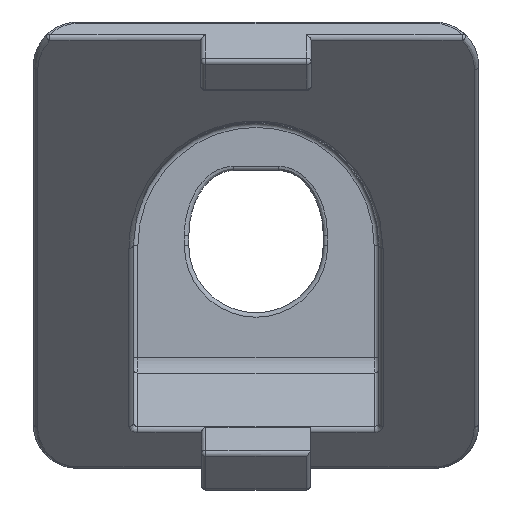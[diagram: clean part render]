
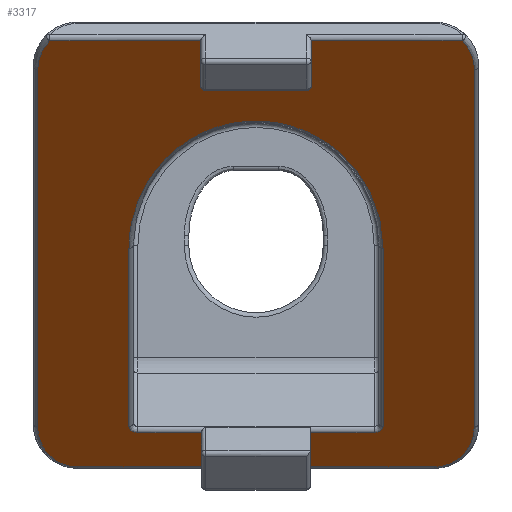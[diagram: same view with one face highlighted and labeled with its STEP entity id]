
A CAD part, top view. The second image highlights one B-rep face of the part: STEP entity #3317.
In plain terms, the highlighted planar face has unit normal (0, -0.707, 0.707).
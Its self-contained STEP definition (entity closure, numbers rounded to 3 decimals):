
#52=PLANE('',#3640);
#102=ELLIPSE('',#3565,8.065,5.703);
#103=ELLIPSE('',#3569,0.4,0.4);
#106=ELLIPSE('',#3573,0.4,0.4);
#111=ELLIPSE('',#3631,2.546,1.8);
#113=ELLIPSE('',#3636,2.546,1.8);
#114=ELLIPSE('',#3641,2.546,1.8);
#115=ELLIPSE('',#3642,2.546,1.8);
#217=LINE('',#6043,#433);
#219=LINE('',#6104,#435);
#230=LINE('',#6233,#446);
#232=LINE('',#6257,#448);
#248=LINE('',#6310,#464);
#249=LINE('',#6316,#465);
#251=LINE('',#6353,#467);
#252=LINE('',#6389,#468);
#253=LINE('',#6393,#469);
#254=LINE('',#6397,#470);
#255=LINE('',#6399,#471);
#256=LINE('',#6403,#472);
#257=LINE('',#6407,#473);
#258=LINE('',#6408,#474);
#259=LINE('',#6409,#475);
#433=VECTOR('',#4185,11.287);
#435=VECTOR('',#4197,11.287);
#446=VECTOR('',#4272,2.851);
#448=VECTOR('',#4276,2.851);
#464=VECTOR('',#4340,2.172);
#465=VECTOR('',#4347,5.548);
#467=VECTOR('',#4361,22.627);
#468=VECTOR('',#4376,5.548);
#469=VECTOR('',#4379,22.627);
#470=VECTOR('',#4382,6.775);
#471=VECTOR('',#4383,1.577);
#472=VECTOR('',#4386,4.554);
#473=VECTOR('',#4389,1.577);
#474=VECTOR('',#4390,6.775);
#475=VECTOR('',#4391,2.169);
#807=FACE_OUTER_BOUND('',#1031,.T.);
#1031=EDGE_LOOP('',(#2597,#2598,#2599,#2600,#2601,#2602,#2603,#2604,#2605,
#2606,#2607,#2608,#2609,#2610,#2611,#2612,#2613,#2614,#2615,#2616,#2617,
#2618,#2619,#2620,#2621));
#1235=CIRCLE('',#3606,0.2);
#1250=CIRCLE('',#3643,0.2);
#1251=CIRCLE('',#3644,0.2);
#1497=VERTEX_POINT('',#6036);
#1500=VERTEX_POINT('',#6041);
#1501=VERTEX_POINT('',#6094);
#1503=VERTEX_POINT('',#6100);
#1506=VERTEX_POINT('',#6131);
#1507=VERTEX_POINT('',#6160);
#1519=VERTEX_POINT('',#6232);
#1522=VERTEX_POINT('',#6255);
#1526=VERTEX_POINT('',#6266);
#1535=VERTEX_POINT('',#6308);
#1536=VERTEX_POINT('',#6313);
#1537=VERTEX_POINT('',#6315);
#1538=VERTEX_POINT('',#6343);
#1540=VERTEX_POINT('',#6349);
#1542=VERTEX_POINT('',#6378);
#1545=VERTEX_POINT('',#6388);
#1546=VERTEX_POINT('',#6390);
#1547=VERTEX_POINT('',#6392);
#1548=VERTEX_POINT('',#6394);
#1549=VERTEX_POINT('',#6396);
#1550=VERTEX_POINT('',#6398);
#1551=VERTEX_POINT('',#6400);
#1552=VERTEX_POINT('',#6402);
#1553=VERTEX_POINT('',#6404);
#1554=VERTEX_POINT('',#6406);
#1845=EDGE_CURVE('',#1500,#1497,#217,.T.);
#1848=EDGE_CURVE('',#1497,#1501,#102,.T.);
#1851=EDGE_CURVE('',#1501,#1503,#219,.T.);
#1853=EDGE_CURVE('',#1506,#1500,#103,.T.);
#1857=EDGE_CURVE('',#1503,#1507,#106,.T.);
#1883=EDGE_CURVE('',#1507,#1519,#230,.T.);
#1887=EDGE_CURVE('',#1522,#1506,#232,.T.);
#1891=EDGE_CURVE('',#1526,#1519,#1235,.T.);
#1915=EDGE_CURVE('',#1522,#1535,#248,.T.);
#1917=EDGE_CURVE('',#1536,#1537,#249,.T.);
#1921=EDGE_CURVE('',#1537,#1538,#111,.T.);
#1924=EDGE_CURVE('',#1538,#1540,#251,.T.);
#1927=EDGE_CURVE('',#1540,#1542,#113,.T.);
#1930=EDGE_CURVE('',#1545,#1535,#252,.T.);
#1931=EDGE_CURVE('',#1546,#1545,#114,.T.);
#1932=EDGE_CURVE('',#1547,#1546,#253,.T.);
#1933=EDGE_CURVE('',#1548,#1547,#115,.T.);
#1934=EDGE_CURVE('',#1549,#1548,#254,.T.);
#1935=EDGE_CURVE('',#1549,#1550,#255,.T.);
#1936=EDGE_CURVE('',#1551,#1550,#1250,.F.);
#1937=EDGE_CURVE('',#1551,#1552,#256,.T.);
#1938=EDGE_CURVE('',#1553,#1552,#1251,.F.);
#1939=EDGE_CURVE('',#1553,#1554,#257,.T.);
#1940=EDGE_CURVE('',#1542,#1554,#258,.T.);
#1941=EDGE_CURVE('',#1536,#1526,#259,.T.);
#2597=ORIENTED_EDGE('',*,*,#1853,.F.);
#2598=ORIENTED_EDGE('',*,*,#1887,.F.);
#2599=ORIENTED_EDGE('',*,*,#1915,.T.);
#2600=ORIENTED_EDGE('',*,*,#1930,.F.);
#2601=ORIENTED_EDGE('',*,*,#1931,.F.);
#2602=ORIENTED_EDGE('',*,*,#1932,.F.);
#2603=ORIENTED_EDGE('',*,*,#1933,.F.);
#2604=ORIENTED_EDGE('',*,*,#1934,.F.);
#2605=ORIENTED_EDGE('',*,*,#1935,.T.);
#2606=ORIENTED_EDGE('',*,*,#1936,.F.);
#2607=ORIENTED_EDGE('',*,*,#1937,.T.);
#2608=ORIENTED_EDGE('',*,*,#1938,.F.);
#2609=ORIENTED_EDGE('',*,*,#1939,.T.);
#2610=ORIENTED_EDGE('',*,*,#1940,.F.);
#2611=ORIENTED_EDGE('',*,*,#1927,.F.);
#2612=ORIENTED_EDGE('',*,*,#1924,.F.);
#2613=ORIENTED_EDGE('',*,*,#1921,.F.);
#2614=ORIENTED_EDGE('',*,*,#1917,.F.);
#2615=ORIENTED_EDGE('',*,*,#1941,.T.);
#2616=ORIENTED_EDGE('',*,*,#1891,.T.);
#2617=ORIENTED_EDGE('',*,*,#1883,.F.);
#2618=ORIENTED_EDGE('',*,*,#1857,.F.);
#2619=ORIENTED_EDGE('',*,*,#1851,.F.);
#2620=ORIENTED_EDGE('',*,*,#1848,.F.);
#2621=ORIENTED_EDGE('',*,*,#1845,.F.);
#3317=ADVANCED_FACE('',(#807),#52,.T.);
#3565=AXIS2_PLACEMENT_3D('',#6098,#4190,#4191);
#3569=AXIS2_PLACEMENT_3D('',#6133,#4200,#4201);
#3573=AXIS2_PLACEMENT_3D('',#6164,#4208,#4209);
#3606=AXIS2_PLACEMENT_3D('',#6267,#4287,#4288);
#3631=AXIS2_PLACEMENT_3D('',#6347,#4354,#4355);
#3636=AXIS2_PLACEMENT_3D('',#6382,#4366,#4367);
#3640=AXIS2_PLACEMENT_3D('',#6387,#4374,#4375);
#3641=AXIS2_PLACEMENT_3D('',#6391,#4377,#4378);
#3642=AXIS2_PLACEMENT_3D('',#6395,#4380,#4381);
#3643=AXIS2_PLACEMENT_3D('',#6401,#4384,#4385);
#3644=AXIS2_PLACEMENT_3D('',#6405,#4387,#4388);
#4185=DIRECTION('',(0.,0.707,0.707));
#4190=DIRECTION('center_axis',(0.,-0.707,0.707));
#4191=DIRECTION('ref_axis',(0.,0.707,0.707));
#4197=DIRECTION('',(0.,-0.707,-0.707));
#4200=DIRECTION('center_axis',(0.,-0.707,0.707));
#4201=DIRECTION('ref_axis',(0.,0.707,0.707));
#4208=DIRECTION('center_axis',(0.,-0.707,0.707));
#4209=DIRECTION('ref_axis',(0.,0.707,0.707));
#4272=DIRECTION('',(1.,0.,0.));
#4276=DIRECTION('',(1.,0.,0.));
#4287=DIRECTION('center_axis',(0.,0.707,-0.707));
#4288=DIRECTION('ref_axis',(-0.707,0.5,0.5));
#4340=DIRECTION('',(0.,-0.707,-0.707));
#4347=DIRECTION('',(-1.,0.,0.));
#4354=DIRECTION('center_axis',(0.,0.707,-0.707));
#4355=DIRECTION('ref_axis',(0.,-0.707,-0.707));
#4361=DIRECTION('',(0.,0.707,0.707));
#4366=DIRECTION('center_axis',(0.,0.707,-0.707));
#4367=DIRECTION('ref_axis',(0.,0.707,0.707));
#4374=DIRECTION('center_axis',(0.,-0.707,0.707));
#4375=DIRECTION('ref_axis',(0.,0.707,0.707));
#4376=DIRECTION('',(-1.,0.,0.));
#4377=DIRECTION('center_axis',(0.,0.707,-0.707));
#4378=DIRECTION('ref_axis',(0.,-0.707,-0.707));
#4379=DIRECTION('',(0.,-0.707,-0.707));
#4380=DIRECTION('center_axis',(0.,0.707,-0.707));
#4381=DIRECTION('ref_axis',(0.,0.707,0.707));
#4382=DIRECTION('',(1.,0.,0.));
#4383=DIRECTION('',(0.,-0.707,-0.707));
#4384=DIRECTION('center_axis',(0.,0.707,-0.707));
#4385=DIRECTION('ref_axis',(0.707,-0.5,-0.5));
#4386=DIRECTION('',(-1.,0.,0.));
#4387=DIRECTION('center_axis',(0.,0.707,-0.707));
#4388=DIRECTION('ref_axis',(-0.707,-0.5,-0.5));
#4389=DIRECTION('',(0.,0.707,0.707));
#4390=DIRECTION('',(1.,0.,0.));
#4391=DIRECTION('',(0.,0.707,0.707));
#6036=CARTESIAN_POINT('',(5.703,-0.141,14.859));
#6041=CARTESIAN_POINT('',(5.703,-8.122,6.878));
#6043=CARTESIAN_POINT('',(5.703,-5.,10.));
#6094=CARTESIAN_POINT('',(-5.703,-0.141,14.859));
#6098=CARTESIAN_POINT('Origin',(0.,-0.141,14.859));
#6100=CARTESIAN_POINT('',(-5.703,-8.122,6.878));
#6104=CARTESIAN_POINT('',(-5.703,-9.133,5.867));
#6131=CARTESIAN_POINT('',(5.303,-8.405,6.595));
#6133=CARTESIAN_POINT('Origin',(5.303,-8.122,6.878));
#6160=CARTESIAN_POINT('',(-5.303,-8.405,6.595));
#6164=CARTESIAN_POINT('Origin',(-5.303,-8.122,6.878));
#6232=CARTESIAN_POINT('',(-2.452,-8.405,6.595));
#6233=CARTESIAN_POINT('',(7.752,-8.405,6.595));
#6255=CARTESIAN_POINT('',(2.452,-8.405,6.595));
#6257=CARTESIAN_POINT('',(7.752,-8.405,6.595));
#6266=CARTESIAN_POINT('',(-2.452,-8.408,6.592));
#6267=CARTESIAN_POINT('Origin',(-2.252,-8.408,6.592));
#6308=CARTESIAN_POINT('',(2.452,-9.941,5.059));
#6310=CARTESIAN_POINT('',(2.452,-10.,5.));
#6313=CARTESIAN_POINT('',(-2.452,-9.941,5.059));
#6315=CARTESIAN_POINT('',(-8.,-9.941,5.059));
#6316=CARTESIAN_POINT('',(0.,-9.941,5.059));
#6343=CARTESIAN_POINT('',(-9.8,-8.141,6.859));
#6347=CARTESIAN_POINT('Origin',(-8.,-8.141,6.859));
#6349=CARTESIAN_POINT('',(-9.8,7.859,22.859));
#6353=CARTESIAN_POINT('',(-9.8,-6.25,8.75));
#6378=CARTESIAN_POINT('',(-9.252,9.151,24.151));
#6382=CARTESIAN_POINT('Origin',(-8.,7.859,22.859));
#6387=CARTESIAN_POINT('Origin',(10.,-10.,5.));
#6388=CARTESIAN_POINT('',(8.,-9.941,5.059));
#6389=CARTESIAN_POINT('',(0.,-9.941,5.059));
#6390=CARTESIAN_POINT('',(9.8,-8.141,6.859));
#6391=CARTESIAN_POINT('Origin',(8.,-8.141,6.859));
#6392=CARTESIAN_POINT('',(9.8,7.859,22.859));
#6393=CARTESIAN_POINT('',(9.8,-11.25,3.75));
#6394=CARTESIAN_POINT('',(9.252,9.151,24.151));
#6395=CARTESIAN_POINT('Origin',(8.,7.859,22.859));
#6396=CARTESIAN_POINT('',(2.477,9.151,24.151));
#6397=CARTESIAN_POINT('',(10.,9.151,24.151));
#6398=CARTESIAN_POINT('',(2.477,8.036,23.036));
#6399=CARTESIAN_POINT('',(2.477,-1.053,13.947));
#6400=CARTESIAN_POINT('',(2.277,7.895,22.895));
#6401=CARTESIAN_POINT('Origin',(2.277,8.036,23.036));
#6402=CARTESIAN_POINT('',(-2.277,7.895,22.895));
#6403=CARTESIAN_POINT('',(3.762,7.895,22.895));
#6404=CARTESIAN_POINT('',(-2.477,8.036,23.036));
#6405=CARTESIAN_POINT('Origin',(-2.277,8.036,23.036));
#6406=CARTESIAN_POINT('',(-2.477,9.151,24.151));
#6407=CARTESIAN_POINT('',(-2.477,-0.354,14.646));
#6408=CARTESIAN_POINT('',(10.,9.151,24.151));
#6409=CARTESIAN_POINT('',(-2.452,-9.133,5.867));
